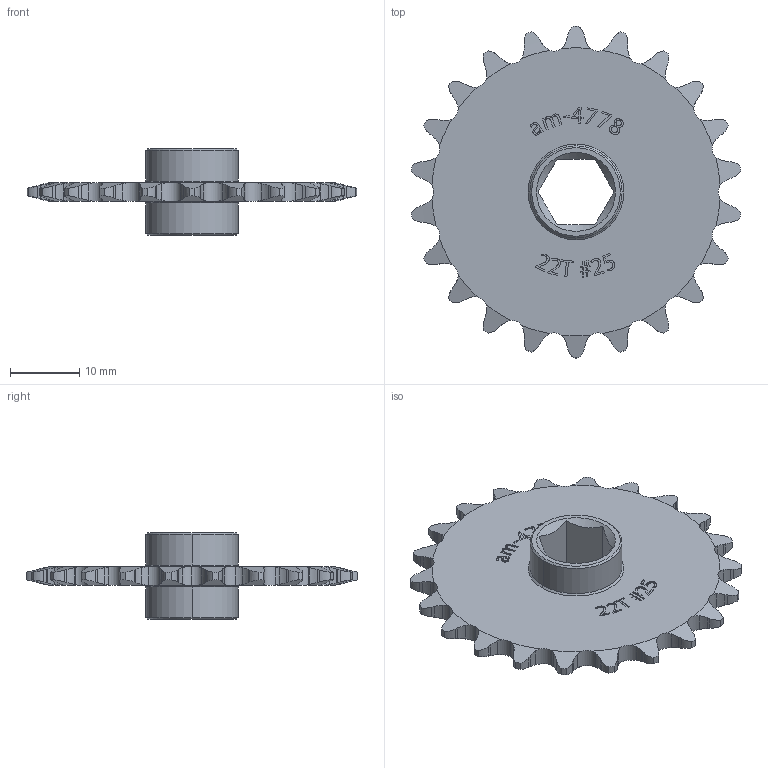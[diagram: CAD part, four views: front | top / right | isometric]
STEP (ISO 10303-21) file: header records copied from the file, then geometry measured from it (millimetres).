
FILE_DESCRIPTION (( 'STEP AP203' ), '1' );
FILE_NAME ('am-4778 22T 25 Chain 375in Hex Symmetrical.STEP', '2022-08-02T13:21:16', ( '' ), ( '' ), 'SwSTEP 2.0', 'SolidWorks 2022', '' );
FILE_SCHEMA (( 'CONFIG_CONTROL_DESIGN' ));
Length unit declared in the file: inch
Products named in the file (1): am-4778 22T 25 Chain 375in Hex Symmetrical
Bounding box: 47.69 x 48.07 x 12.57 mm (x, y, z)
Volume: 4357.3 mm3; surface area: 4148.9 mm2
Topology: 1 solids, 1 shells, 477 faces, 1353 edges, 898 vertices
Faces by surface type: plane 203, cylinder 149, bspline 69, cone 56
Entity records: 19182 total; most frequent: CARTESIAN_POINT 7790, ORIENTED_EDGE 2706, DIRECTION 1807, EDGE_CURVE 1353, VERTEX_POINT 898, VECTOR 673, LINE 673, AXIS2_PLACEMENT_3D 567
